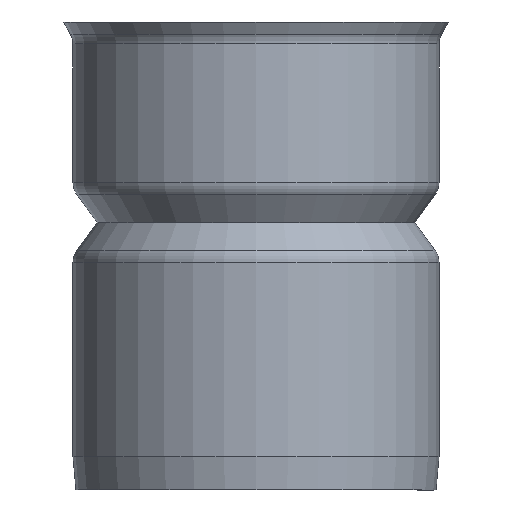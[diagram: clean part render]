
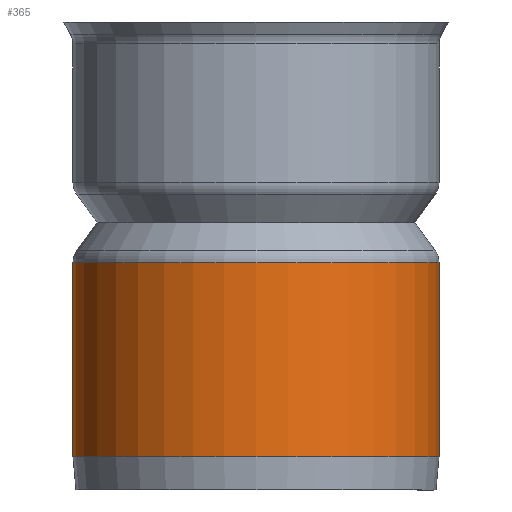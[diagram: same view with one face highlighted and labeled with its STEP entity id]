
A CAD part, front view. The second image highlights one B-rep face of the part: STEP entity #365.
In plain terms, the highlighted cylindrical face has radius 1095 mm (diameter 2190 mm), a full revolution.
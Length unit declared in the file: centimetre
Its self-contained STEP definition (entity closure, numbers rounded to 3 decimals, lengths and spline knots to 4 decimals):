
#21=CYLINDRICAL_SURFACE('',#428,109.5);
#55=FACE_OUTER_BOUND('',#80,.T.);
#80=EDGE_LOOP('',(#327,#328,#329,#330,#331));
#94=LINE('',#674,#106);
#106=VECTOR('',#563,109.5);
#143=CIRCLE('',#425,109.5);
#145=CIRCLE('',#427,109.5);
#146=CIRCLE('',#429,109.5);
#178=VERTEX_POINT('',#666);
#179=VERTEX_POINT('',#667);
#180=VERTEX_POINT('',#672);
#227=EDGE_CURVE('',#178,#179,#143,.T.);
#229=EDGE_CURVE('',#179,#178,#145,.T.);
#230=EDGE_CURVE('',#180,#180,#146,.T.);
#231=EDGE_CURVE('',#180,#179,#94,.T.);
#327=ORIENTED_EDGE('',*,*,#230,.F.);
#328=ORIENTED_EDGE('',*,*,#231,.T.);
#329=ORIENTED_EDGE('',*,*,#229,.T.);
#330=ORIENTED_EDGE('',*,*,#227,.T.);
#331=ORIENTED_EDGE('',*,*,#231,.F.);
#365=ADVANCED_FACE('',(#55),#21,.T.);
#425=AXIS2_PLACEMENT_3D('',#668,#553,#554);
#427=AXIS2_PLACEMENT_3D('',#670,#557,#558);
#428=AXIS2_PLACEMENT_3D('',#671,#559,#560);
#429=AXIS2_PLACEMENT_3D('',#673,#561,#562);
#553=DIRECTION('center_axis',(0.,0.,
-1.));
#554=DIRECTION('ref_axis',(1.,0.,0.));
#557=DIRECTION('center_axis',(0.,0.,
-1.));
#558=DIRECTION('ref_axis',(1.,0.,0.));
#559=DIRECTION('center_axis',(0.,0.,
-1.));
#560=DIRECTION('ref_axis',(-1.,0.,0.));
#561=DIRECTION('center_axis',(0.,0.,
-1.));
#562=DIRECTION('ref_axis',(1.,0.,0.));
#563=DIRECTION('',(0.,0.,1.));
#666=CARTESIAN_POINT('',(873.3546,265.8373,-2.207));
#667=CARTESIAN_POINT('',(982.8546,375.3373,-2.207));
#668=CARTESIAN_POINT('Origin',(873.3546,375.3373,-2.207));
#670=CARTESIAN_POINT('Origin',(873.3546,375.3373,-2.207));
#671=CARTESIAN_POINT('Origin',(873.3546,375.3373,-60.2608));
#672=CARTESIAN_POINT('',(982.8546,375.3373,-118.3147));
#673=CARTESIAN_POINT('Origin',(873.3546,375.3373,-118.3147));
#674=CARTESIAN_POINT('',(982.8546,375.3373,-60.2608));
